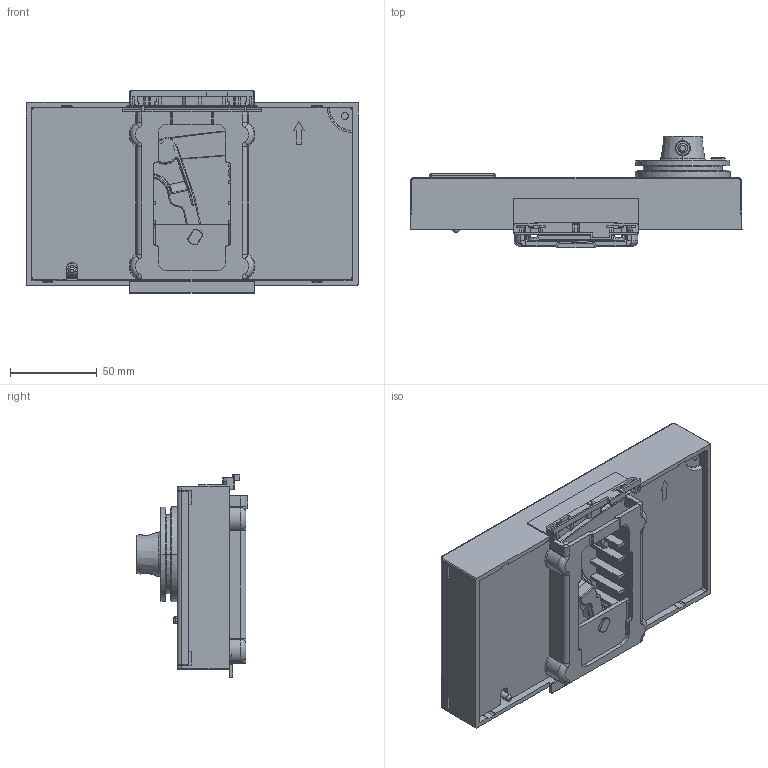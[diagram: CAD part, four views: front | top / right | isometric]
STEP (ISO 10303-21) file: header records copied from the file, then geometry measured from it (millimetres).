
FILE_DESCRIPTION((''),'2;1');
FILE_NAME('1SDR004776A1801_RHE_B_XT7','2022-02-24T01:23:19',('INAMBOS'),('GE INDUSTRIAL SOLUTIONS'),'CREO PARAMETRIC BY PTC INC, 2020414','CREO PARAMETRIC BY PTC INC, 2020414','');
FILE_SCHEMA(('AP203_CONFIGURATION_CONTROLLED_3D_DESIGN_OF_MECHANICAL_PARTS_AND_ASSEMBLIES_MIM_LF { 1 0 10303 403 2 1 2 }'));
Products named in the file (1): 1SDR004776A1801_RHE_B_XT7
Bounding box: 191.06 x 64.4 x 116.38 mm (x, y, z)
Surface area: 250011.4 mm2 (no closed solid volume)
Topology: 0 solids, 80 shells, 2203 faces, 6168 edges, 3940 vertices
Faces by surface type: plane 992, cylinder 713, bspline 175, torus 162, sphere 92, cone 53, extrusion 16
Entity records: 120195 total; most frequent: CARTESIAN_POINT 55178, ORIENTED_EDGE 11443, DIRECTION 11176, EDGE_CURVE 6158, VERTEX_POINT 3940, AXIS2_PLACEMENT_3D 3751, VECTOR 3674, LINE 3658
